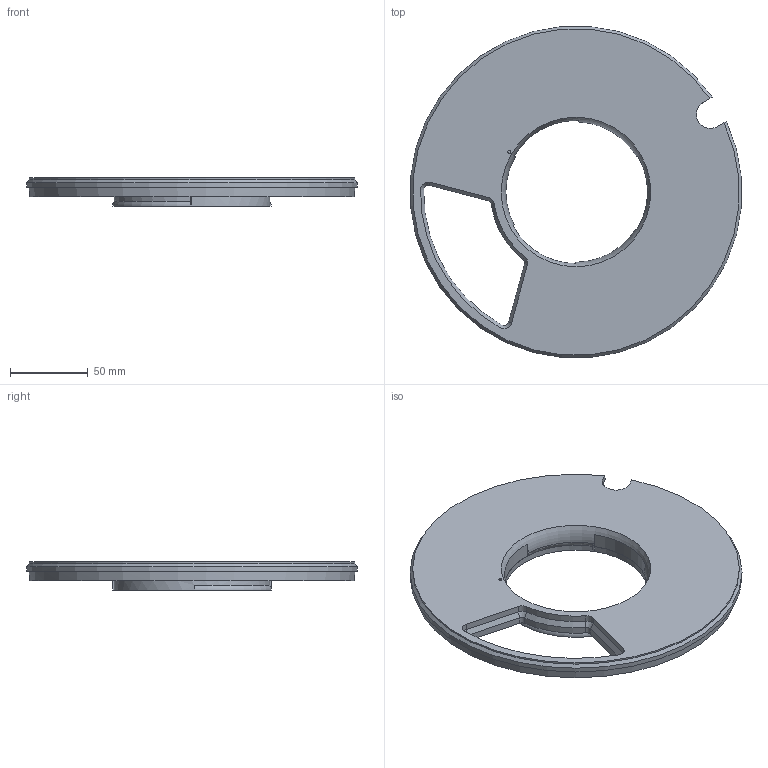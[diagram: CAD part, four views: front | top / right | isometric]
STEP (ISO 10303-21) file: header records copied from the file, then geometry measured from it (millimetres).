
FILE_DESCRIPTION(/* description */ (''),/* implementation_level */ '2;1');
FILE_NAME(/* name */ 'Ayva 5L Lock-Ring Pail Lid.step',/* time_stamp */ '2023-10-30T21:20:07+11:00',/* author */ (''),/* organization */ (''),/* preprocessor_version */ 'ST-DEVELOPER v20',/* originating_system */ 'Autodesk Translation Framework v12.14.0.127',/* authorisation */ '');
FILE_SCHEMA (('AUTOMOTIVE_DESIGN { 1 0 10303 214 3 1 1 }'));
Length unit declared in the file: millimetre
Products named in the file (1): Ayva 5L Lock-Ring Pail Lid
Bounding box: 212.55 x 212.55 x 18 mm (x, y, z)
Volume: 299814.3 mm3; surface area: 67777.5 mm2
Topology: 1 solids, 1 shells, 78 faces, 197 edges, 123 vertices
Faces by surface type: plane 33, cylinder 28, cone 8, torus 6, bspline 3
Full cylindrical faces by diameter (mm): 2 x1, 92.1 x1
Entity records: 2450 total; most frequent: CARTESIAN_POINT 478, DIRECTION 438, ORIENTED_EDGE 394, EDGE_CURVE 197, AXIS2_PLACEMENT_3D 171, VERTEX_POINT 123, LINE 96, VECTOR 96
